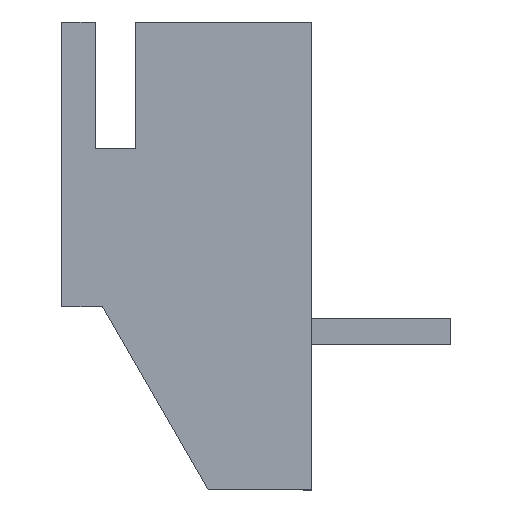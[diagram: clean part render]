
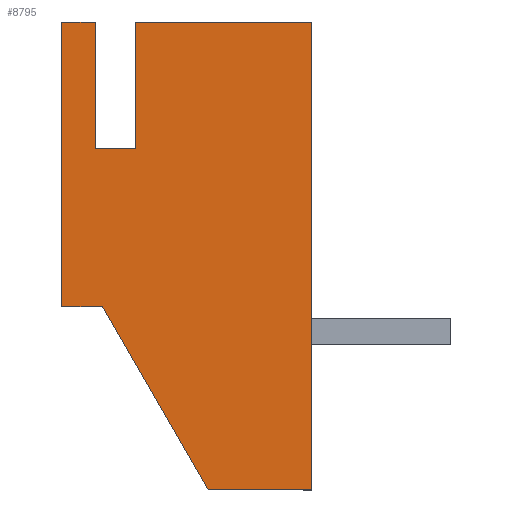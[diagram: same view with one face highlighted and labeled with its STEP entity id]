
A CAD part, left-side view. The second image highlights one B-rep face of the part: STEP entity #8795.
In plain terms, the highlighted planar face has unit normal (-1, 0, 0).
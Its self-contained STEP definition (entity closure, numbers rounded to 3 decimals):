
#21 = VERTEX_POINT ( 'NONE', #6129 ) ;
#24 = EDGE_CURVE ( 'NONE', #48, #21, #6122, .T. ) ;
#36 = EDGE_CURVE ( 'NONE', #8761, #48, #6163, .T. ) ;
#48 = VERTEX_POINT ( 'NONE', #6211 ) ;
#354 = EDGE_CURVE ( 'NONE', #8765, #8761, #6253, .T. ) ;
#3227 = CARTESIAN_POINT ( 'NONE',  ( -19.95, 5.325, 5.75 ) ) ;
#3535 = DIRECTION ( 'NONE',  ( 0., 0., 1. ) ) ;
#3536 = VECTOR ( 'NONE', #3535, 1000. ) ;
#3537 = CARTESIAN_POINT ( 'NONE',  ( -19.95, 5.325, 5.75 ) ) ;
#3538 = LINE ( 'NONE', #3537, #3536 ) ;
#3549 = CARTESIAN_POINT ( 'NONE',  ( -19.95, 0., 5.75 ) ) ;
#3551 = CARTESIAN_POINT ( 'NONE',  ( -19.95, 4.325, 5.75 ) ) ;
#3570 = DIRECTION ( 'NONE',  ( 0., 1., 0. ) ) ;
#3571 = DIRECTION ( 'NONE',  ( 1., 0., 0. ) ) ;
#3572 = CARTESIAN_POINT ( 'NONE',  ( -19.95, 6.15, 5.75 ) ) ;
#3573 = AXIS2_PLACEMENT_3D ( 'NONE', #3572, #3571, #3570 ) ;
#3574 = PLANE ( 'NONE',  #3573 ) ;
#3575 = FACE_OUTER_BOUND ( 'NONE', #8812, .T. ) ;
#3607 = DIRECTION ( 'NONE',  ( 0., 0., 1. ) ) ;
#3608 = VECTOR ( 'NONE', #3607, 1000. ) ;
#3609 = CARTESIAN_POINT ( 'NONE',  ( -19.95, 0., 5.75 ) ) ;
#3610 = LINE ( 'NONE', #3609, #3608 ) ;
#3611 = CARTESIAN_POINT ( 'NONE',  ( -19.95, 0., -5.75 ) ) ;
#3787 = LINE ( 'NONE', #3850, #3849 ) ;
#3792 = DIRECTION ( 'NONE',  ( 0., 1., 0. ) ) ;
#3793 = VECTOR ( 'NONE', #3792, 1000. ) ;
#3794 = CARTESIAN_POINT ( 'NONE',  ( -19.95, 6.15, 5.75 ) ) ;
#3795 = LINE ( 'NONE', #3794, #3793 ) ;
#3843 = CARTESIAN_POINT ( 'NONE',  ( -19.95, 6.15, 5.75 ) ) ;
#3848 = DIRECTION ( 'NONE',  ( 0., 0., -1. ) ) ;
#3849 = VECTOR ( 'NONE', #3848, 1000. ) ;
#3850 = CARTESIAN_POINT ( 'NONE',  ( -19.95, 6.15, -1.25 ) ) ;
#4244 = ORIENTED_EDGE ( 'NONE', *, *, #4613, .T. ) ;
#4250 = ORIENTED_EDGE ( 'NONE', *, *, #8880, .T. ) ;
#4258 = ORIENTED_EDGE ( 'NONE', *, *, #8779, .T. ) ;
#4259 = ORIENTED_EDGE ( 'NONE', *, *, #8876, .T. ) ;
#4260 = ORIENTED_EDGE ( 'NONE', *, *, #24, .T. ) ;
#4261 = ORIENTED_EDGE ( 'NONE', *, *, #36, .T. ) ;
#4267 = EDGE_CURVE ( 'NONE', #4271, #8808, #6503, .T. ) ;
#4270 = ORIENTED_EDGE ( 'NONE', *, *, #4267, .T. ) ;
#4271 = VERTEX_POINT ( 'NONE', #6499 ) ;
#4275 = ORIENTED_EDGE ( 'NONE', *, *, #4276, .T. ) ;
#4276 = EDGE_CURVE ( 'NONE', #4645, #4271, #6497, .T. ) ;
#4613 = EDGE_CURVE ( 'NONE', #4643, #4645, #7120, .T. ) ;
#4643 = VERTEX_POINT ( 'NONE', #7230 ) ;
#4645 = VERTEX_POINT ( 'NONE', #7229 ) ;
#6119 = DIRECTION ( 'NONE',  ( 0., 1., 0. ) ) ;
#6120 = VECTOR ( 'NONE', #6119, 1000. ) ;
#6121 = CARTESIAN_POINT ( 'NONE',  ( -19.95, 5.325, 2.65 ) ) ;
#6122 = LINE ( 'NONE', #6121, #6120 ) ;
#6129 = CARTESIAN_POINT ( 'NONE',  ( -19.95, 5.325, 2.65 ) ) ;
#6160 = DIRECTION ( 'NONE',  ( 0., 0., -1. ) ) ;
#6161 = VECTOR ( 'NONE', #6160, 1000. ) ;
#6162 = CARTESIAN_POINT ( 'NONE',  ( -19.95, 4.325, 2.65 ) ) ;
#6163 = LINE ( 'NONE', #6162, #6161 ) ;
#6211 = CARTESIAN_POINT ( 'NONE',  ( -19.95, 4.325, 2.65 ) ) ;
#6250 = DIRECTION ( 'NONE',  ( 0., 1., 0. ) ) ;
#6251 = VECTOR ( 'NONE', #6250, 1000. ) ;
#6252 = CARTESIAN_POINT ( 'NONE',  ( -19.95, 4.325, 5.75 ) ) ;
#6253 = LINE ( 'NONE', #6252, #6251 ) ;
#6494 = DIRECTION ( 'NONE',  ( 0., -0.5, -0.866 ) ) ;
#6495 = VECTOR ( 'NONE', #6494, 1000. ) ;
#6496 = CARTESIAN_POINT ( 'NONE',  ( -19.95, 2.552, -5.75 ) ) ;
#6497 = LINE ( 'NONE', #6496, #6495 ) ;
#6499 = CARTESIAN_POINT ( 'NONE',  ( -19.95, 2.552, -5.75 ) ) ;
#6500 = DIRECTION ( 'NONE',  ( 0., -1., 0. ) ) ;
#6501 = VECTOR ( 'NONE', #6500, 1000. ) ;
#6502 = CARTESIAN_POINT ( 'NONE',  ( -19.95, 0., -5.75 ) ) ;
#6503 = LINE ( 'NONE', #6502, #6501 ) ;
#7117 = DIRECTION ( 'NONE',  ( 0., -1., 0. ) ) ;
#7118 = VECTOR ( 'NONE', #7117, 1000. ) ;
#7119 = CARTESIAN_POINT ( 'NONE',  ( -19.95, 6.15, -1.25 ) ) ;
#7120 = LINE ( 'NONE', #7119, #7118 ) ;
#7229 = CARTESIAN_POINT ( 'NONE',  ( -19.95, 5.15, -1.25 ) ) ;
#7230 = CARTESIAN_POINT ( 'NONE',  ( -19.95, 6.15, -1.25 ) ) ;
#8670 = VERTEX_POINT ( 'NONE', #3227 ) ;
#8761 = VERTEX_POINT ( 'NONE', #3551 ) ;
#8765 = VERTEX_POINT ( 'NONE', #3549 ) ;
#8779 = EDGE_CURVE ( 'NONE', #21, #8670, #3538, .T. ) ;
#8795 = ADVANCED_FACE ( 'NONE', ( #3575 ), #3574, .F. ) ;
#8808 = VERTEX_POINT ( 'NONE', #3611 ) ;
#8809 = ORIENTED_EDGE ( 'NONE', *, *, #354, .T. ) ;
#8810 = ORIENTED_EDGE ( 'NONE', *, *, #8811, .T. ) ;
#8811 = EDGE_CURVE ( 'NONE', #8808, #8765, #3610, .T. ) ;
#8812 = EDGE_LOOP ( 'NONE', ( #8810, #8809, #4261, #4260, #4258, #4259, #4250, #4244, #4275, #4270 ) ) ;
#8876 = EDGE_CURVE ( 'NONE', #8670, #8883, #3795, .T. ) ;
#8880 = EDGE_CURVE ( 'NONE', #8883, #4643, #3787, .T. ) ;
#8883 = VERTEX_POINT ( 'NONE', #3843 ) ;
